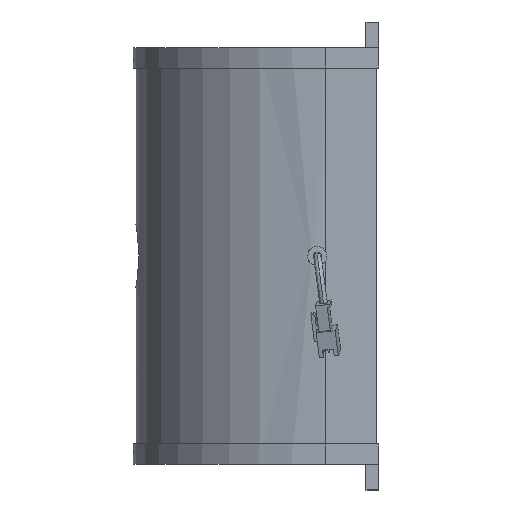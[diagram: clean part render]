
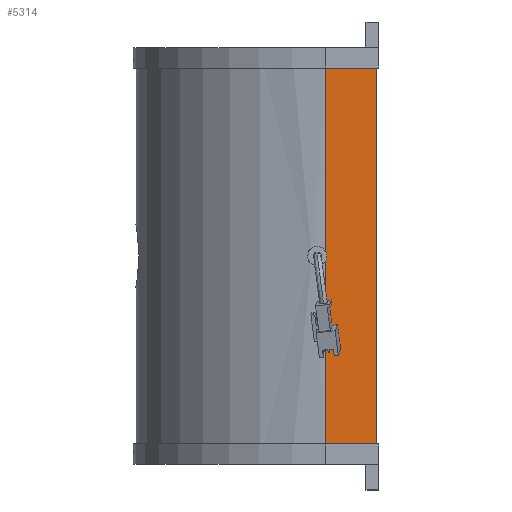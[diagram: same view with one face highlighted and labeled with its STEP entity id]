
A CAD part, left-side view. The second image highlights one B-rep face of the part: STEP entity #5314.
In plain terms, the highlighted planar face has unit normal (-1, 0, 0).
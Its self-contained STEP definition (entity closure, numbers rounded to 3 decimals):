
#67 = VECTOR ( 'NONE', #7451, 1000. ) ;
#1974 = CARTESIAN_POINT ( 'NONE',  ( -74., 0., 0. ) ) ;
#2368 = CARTESIAN_POINT ( 'NONE',  ( -74., -20., 159. ) ) ;
#2516 = EDGE_LOOP ( 'NONE', ( #9471, #7862, #8459, #8135 ) ) ;
#3312 = VERTEX_POINT ( 'NONE', #3437 ) ;
#3437 = CARTESIAN_POINT ( 'NONE',  ( -74., 0., 159. ) ) ;
#4542 = EDGE_CURVE ( 'NONE', #3312, #10960, #10654, .T. ) ;
#4630 = AXIS2_PLACEMENT_3D ( 'NONE', #5627, #6661, #9784 ) ;
#5228 = CARTESIAN_POINT ( 'NONE',  ( -74., 0., 159. ) ) ;
#5314 = ADVANCED_FACE ( 'NONE', ( #5487 ), #5534, .F. ) ;
#5462 = DIRECTION ( 'NONE',  ( 0., 0., -1. ) ) ;
#5487 = FACE_OUTER_BOUND ( 'NONE', #2516, .T. ) ;
#5534 = PLANE ( 'NONE',  #4630 ) ;
#5627 = CARTESIAN_POINT ( 'NONE',  ( -74., 0., 159. ) ) ;
#6054 = VERTEX_POINT ( 'NONE', #6777 ) ;
#6467 = CARTESIAN_POINT ( 'NONE',  ( -74., 0., 159. ) ) ;
#6661 = DIRECTION ( 'NONE',  ( 1., 0., 0. ) ) ;
#6777 = CARTESIAN_POINT ( 'NONE',  ( -74., -20., 0. ) ) ;
#7435 = DIRECTION ( 'NONE',  ( 0., 0., -1. ) ) ;
#7451 = DIRECTION ( 'NONE',  ( 0., -1., 0. ) ) ;
#7757 = VECTOR ( 'NONE', #7435, 1000. ) ;
#7862 = ORIENTED_EDGE ( 'NONE', *, *, #12396, .F. ) ;
#7957 = DIRECTION ( 'NONE',  ( 0., -1., 0. ) ) ;
#7973 = VERTEX_POINT ( 'NONE', #8866 ) ;
#8135 = ORIENTED_EDGE ( 'NONE', *, *, #11162, .T. ) ;
#8285 = LINE ( 'NONE', #1974, #12601 ) ;
#8459 = ORIENTED_EDGE ( 'NONE', *, *, #4542, .F. ) ;
#8866 = CARTESIAN_POINT ( 'NONE',  ( -74., 0., 0. ) ) ;
#9180 = CARTESIAN_POINT ( 'NONE',  ( -74., -20., 159. ) ) ;
#9235 = EDGE_CURVE ( 'NONE', #7973, #6054, #8285, .T. ) ;
#9471 = ORIENTED_EDGE ( 'NONE', *, *, #9235, .T. ) ;
#9784 = DIRECTION ( 'NONE',  ( 0., 0., -1. ) ) ;
#10344 = LINE ( 'NONE', #5228, #7757 ) ;
#10455 = LINE ( 'NONE', #2368, #11902 ) ;
#10654 = LINE ( 'NONE', #6467, #67 ) ;
#10960 = VERTEX_POINT ( 'NONE', #9180 ) ;
#11162 = EDGE_CURVE ( 'NONE', #3312, #7973, #10344, .T. ) ;
#11902 = VECTOR ( 'NONE', #5462, 1000. ) ;
#12396 = EDGE_CURVE ( 'NONE', #10960, #6054, #10455, .T. ) ;
#12601 = VECTOR ( 'NONE', #7957, 1000. ) ;
